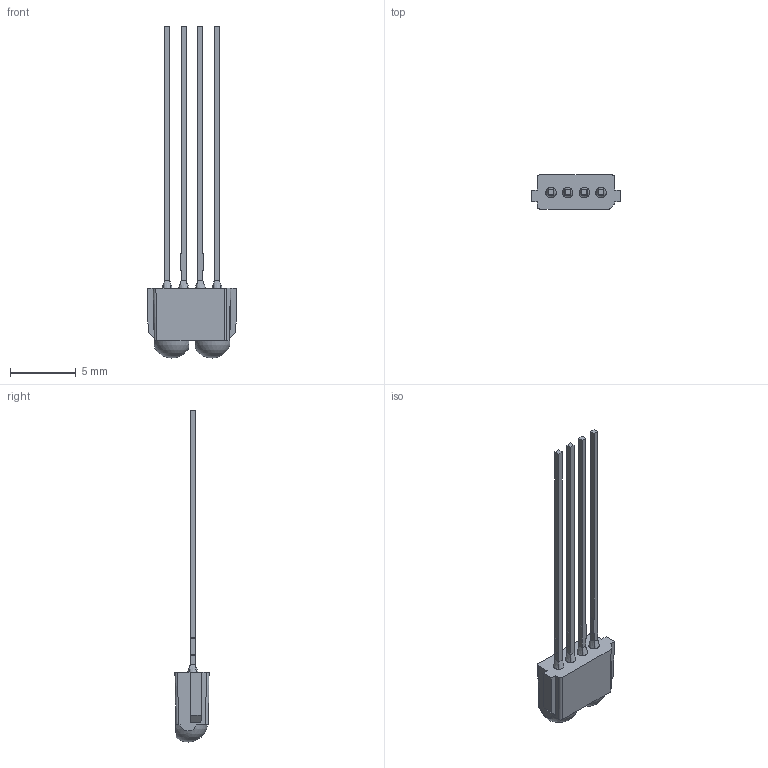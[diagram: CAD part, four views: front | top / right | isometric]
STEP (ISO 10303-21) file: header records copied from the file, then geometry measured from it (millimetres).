
FILE_DESCRIPTION(/* description */ ('Cast Body 2.6mm for SMD'),/* implementation_level */ '2;1');
FILE_NAME(/* name */ 'TV-Cast_non_SMD.stp',/* time_stamp */ '2018-03-21T12:06:34+01:00',/* author */ ('mmangarudov'),/* organization */ (''),/* preprocessor_version */ 'ST-DEVELOPER v16.1',/* originating_system */ 'Autodesk Inventor 2016',/* authorisation */ '');
FILE_SCHEMA (('AUTOMOTIVE_DESIGN { 1 0 10303 214 3 1 1 }'));
Length unit declared in the file: millimetre
Products named in the file (4): GO-100220.31; GO-100220.1_Rev01; Kopie von GO-100220.0_zA; GO-100220.04_Rev02
Assembly tree (3 placements, depth 3):
  GO-100220.04_Rev02
    GO-100220.31
    Kopie von GO-100220.0_zA
      GO-100220.1_Rev01
Bounding box: 6.8 x 2.6 x 25.3 mm (x, y, z)
Volume: 90 mm3; surface area: 287.4 mm2
Topology: 4 solids, 4 shells, 302 faces, 798 edges, 506 vertices
Faces by surface type: plane 193, cylinder 89, bspline 18, sphere 2
Entity records: 9908 total; most frequent: CARTESIAN_POINT 2325, ORIENTED_EDGE 1584, DIRECTION 1554, EDGE_CURVE 792, LINE 568, VECTOR 568, VERTEX_POINT 502, AXIS2_PLACEMENT_3D 493
